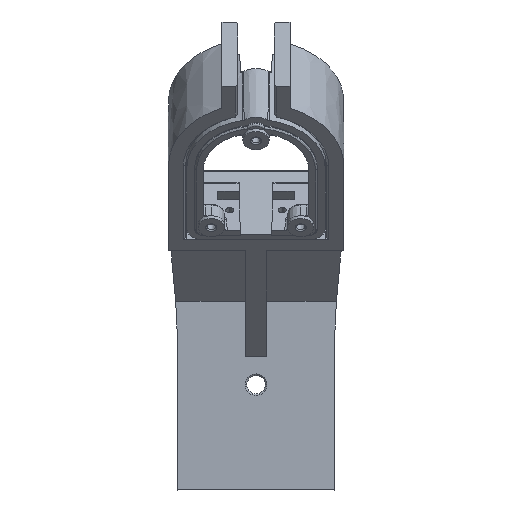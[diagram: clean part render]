
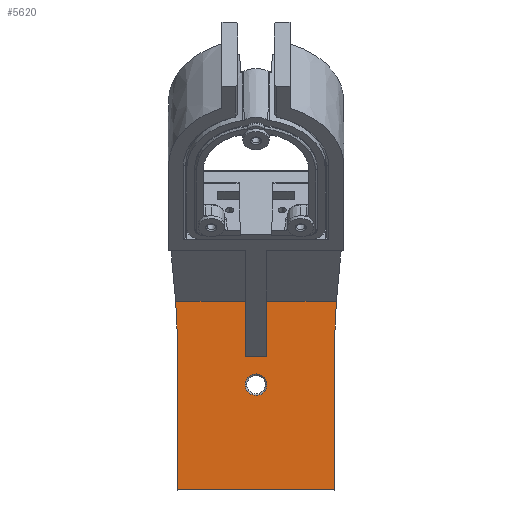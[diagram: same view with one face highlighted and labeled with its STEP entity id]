
A CAD part, top view. The second image highlights one B-rep face of the part: STEP entity #5620.
In plain terms, the highlighted planar face has unit normal (0, 0, 1).
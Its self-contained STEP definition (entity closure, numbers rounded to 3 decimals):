
#380=FACE_BOUND('',#1235,.T.);
#472=CIRCLE('',#6018,2.05);
#865=FACE_OUTER_BOUND('',#1234,.T.);
#1234=EDGE_LOOP('',(#3941,#3942,#3943,#3944,#3945,#3946,#3947,#3948,#3949,
#3950,#3951,#3952));
#1235=EDGE_LOOP('',(#3953));
#1571=LINE('',#8188,#1939);
#1621=LINE('',#9027,#1989);
#1648=LINE('',#9118,#2016);
#1649=LINE('',#9120,#2017);
#1650=LINE('',#9122,#2018);
#1651=LINE('',#9124,#2019);
#1652=LINE('',#9125,#2020);
#1653=LINE('',#9127,#2021);
#1654=LINE('',#9129,#2022);
#1655=LINE('',#9131,#2023);
#1656=LINE('',#9133,#2024);
#1657=LINE('',#9134,#2025);
#1939=VECTOR('',#6595,10.);
#1989=VECTOR('',#6687,10.);
#2016=VECTOR('',#6780,10.);
#2017=VECTOR('',#6781,10.);
#2018=VECTOR('',#6782,10.);
#2019=VECTOR('',#6783,10.);
#2020=VECTOR('',#6784,10.);
#2021=VECTOR('',#6785,10.);
#2022=VECTOR('',#6786,10.);
#2023=VECTOR('',#6787,10.);
#2024=VECTOR('',#6788,10.);
#2025=VECTOR('',#6789,10.);
#2306=VERTEX_POINT('',#8185);
#2307=VERTEX_POINT('',#8187);
#2376=VERTEX_POINT('',#9024);
#2377=VERTEX_POINT('',#9026);
#2399=VERTEX_POINT('',#9113);
#2400=VERTEX_POINT('',#9117);
#2401=VERTEX_POINT('',#9119);
#2402=VERTEX_POINT('',#9121);
#2403=VERTEX_POINT('',#9123);
#2404=VERTEX_POINT('',#9126);
#2405=VERTEX_POINT('',#9128);
#2406=VERTEX_POINT('',#9130);
#2407=VERTEX_POINT('',#9132);
#2833=EDGE_CURVE('',#2307,#2306,#1571,.T.);
#2930=EDGE_CURVE('',#2377,#2376,#1621,.T.);
#2971=EDGE_CURVE('',#2399,#2399,#472,.T.);
#2973=EDGE_CURVE('',#2400,#2377,#1648,.T.);
#2974=EDGE_CURVE('',#2376,#2401,#1649,.T.);
#2975=EDGE_CURVE('',#2401,#2402,#1650,.T.);
#2976=EDGE_CURVE('',#2403,#2402,#1651,.T.);
#2977=EDGE_CURVE('',#2403,#2307,#1652,.T.);
#2978=EDGE_CURVE('',#2306,#2404,#1653,.T.);
#2979=EDGE_CURVE('',#2404,#2405,#1654,.T.);
#2980=EDGE_CURVE('',#2405,#2406,#1655,.T.);
#2981=EDGE_CURVE('',#2407,#2406,#1656,.T.);
#2982=EDGE_CURVE('',#2400,#2407,#1657,.T.);
#3941=ORIENTED_EDGE('',*,*,#2973,.T.);
#3942=ORIENTED_EDGE('',*,*,#2930,.T.);
#3943=ORIENTED_EDGE('',*,*,#2974,.T.);
#3944=ORIENTED_EDGE('',*,*,#2975,.T.);
#3945=ORIENTED_EDGE('',*,*,#2976,.F.);
#3946=ORIENTED_EDGE('',*,*,#2977,.T.);
#3947=ORIENTED_EDGE('',*,*,#2833,.T.);
#3948=ORIENTED_EDGE('',*,*,#2978,.T.);
#3949=ORIENTED_EDGE('',*,*,#2979,.T.);
#3950=ORIENTED_EDGE('',*,*,#2980,.T.);
#3951=ORIENTED_EDGE('',*,*,#2981,.F.);
#3952=ORIENTED_EDGE('',*,*,#2982,.F.);
#3953=ORIENTED_EDGE('',*,*,#2971,.F.);
#5487=PLANE('',#6019);
#5620=ADVANCED_FACE('',(#865,#380),#5487,.T.);
#6018=AXIS2_PLACEMENT_3D('',#9114,#6775,#6776);
#6019=AXIS2_PLACEMENT_3D('',#9116,#6778,#6779);
#6595=DIRECTION('',(1.,0.,0.));
#6687=DIRECTION('',(-1.,0.,0.));
#6775=DIRECTION('center_axis',(0.,0.,1.));
#6776=DIRECTION('ref_axis',(1.,0.,0.));
#6778=DIRECTION('center_axis',(0.,0.,1.));
#6779=DIRECTION('ref_axis',(1.,0.,0.));
#6780=DIRECTION('',(0.,-1.,0.));
#6781=DIRECTION('',(0.,1.,0.));
#6782=DIRECTION('',(-1.,0.,0.));
#6783=DIRECTION('',(-0.047,0.999,0.));
#6784=DIRECTION('',(0.,-1.,0.));
#6785=DIRECTION('',(1.,0.,0.));
#6786=DIRECTION('',(1.,0.,0.));
#6787=DIRECTION('',(0.,1.,0.));
#6788=DIRECTION('',(-0.047,-0.999,0.));
#6789=DIRECTION('',(1.,0.,0.));
#8185=CARTESIAN_POINT('',(-10.,-20.,10.));
#8187=CARTESIAN_POINT('',(-15.,-20.,10.));
#8188=CARTESIAN_POINT('',(-15.,-20.,10.));
#9024=CARTESIAN_POINT('',(-2.,5.463,10.));
#9026=CARTESIAN_POINT('',(2.,5.463,10.));
#9027=CARTESIAN_POINT('',(1.,5.463,10.));
#9113=CARTESIAN_POINT('',(-2.05,0.,10.));
#9114=CARTESIAN_POINT('Origin',(0.,0.,10.));
#9116=CARTESIAN_POINT('Origin',(0.,0.,10.));
#9117=CARTESIAN_POINT('',(2.,15.858,10.));
#9118=CARTESIAN_POINT('',(2.,15.303,10.));
#9119=CARTESIAN_POINT('',(-2.,15.858,10.));
#9120=CARTESIAN_POINT('',(-2.,12.705,10.));
#9121=CARTESIAN_POINT('',(-15.278,15.858,10.));
#9122=CARTESIAN_POINT('',(-2.,15.858,10.));
#9123=CARTESIAN_POINT('',(-15.,10.,10.));
#9124=CARTESIAN_POINT('',(-15.361,17.603,10.));
#9125=CARTESIAN_POINT('',(-15.,-20.,10.));
#9126=CARTESIAN_POINT('',(10.,-20.,10.));
#9127=CARTESIAN_POINT('',(10.,-20.,10.));
#9128=CARTESIAN_POINT('',(15.,-20.,10.));
#9129=CARTESIAN_POINT('',(15.,-20.,10.));
#9130=CARTESIAN_POINT('',(15.,10.,10.));
#9131=CARTESIAN_POINT('',(15.,-20.,10.));
#9132=CARTESIAN_POINT('',(15.276,15.858,10.));
#9133=CARTESIAN_POINT('',(15.532,21.278,10.));
#9134=CARTESIAN_POINT('',(2.,15.858,10.));
